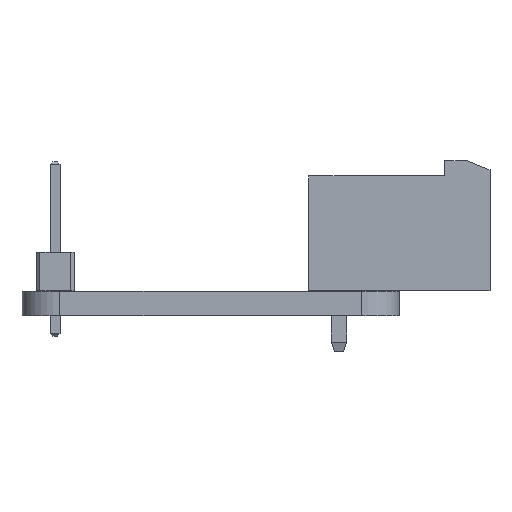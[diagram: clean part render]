
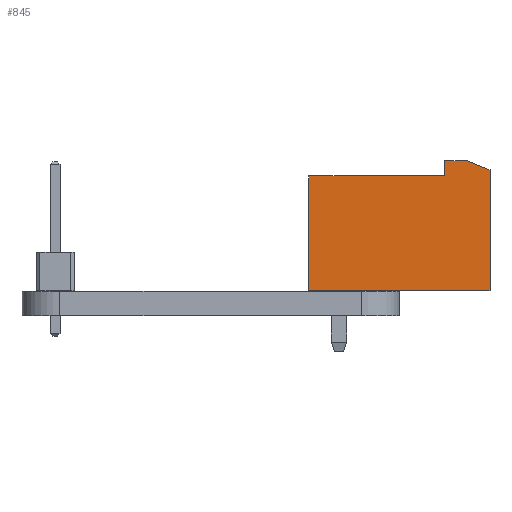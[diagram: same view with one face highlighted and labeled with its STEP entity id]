
A CAD part, left-side view. The second image highlights one B-rep face of the part: STEP entity #845.
In plain terms, the highlighted planar face has unit normal (-1, 0, 0).
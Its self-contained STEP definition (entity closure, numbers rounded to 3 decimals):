
#122 = VERTEX_POINT('',#123);
#123 = CARTESIAN_POINT('',(-3.54,2.,7.6));
#132 = PLANE('',#133);
#133 = AXIS2_PLACEMENT_3D('',#134,#135,#136);
#134 = CARTESIAN_POINT('',(-3.54,2.,7.6));
#135 = DIRECTION('',(0.,1.,0.));
#136 = DIRECTION('',(0.,0.,-1.));
#144 = PLANE('',#145);
#145 = AXIS2_PLACEMENT_3D('',#146,#147,#148);
#146 = CARTESIAN_POINT('',(-3.54,-7.,7.6));
#147 = DIRECTION('',(0.,0.,1.));
#148 = DIRECTION('',(0.,1.,0.));
#185 = VERTEX_POINT('',#186);
#186 = CARTESIAN_POINT('',(-3.54,2.,0.));
#200 = PLANE('',#201);
#201 = AXIS2_PLACEMENT_3D('',#202,#203,#204);
#202 = CARTESIAN_POINT('',(-3.54,2.,0.));
#203 = DIRECTION('',(0.,0.,-1.));
#204 = DIRECTION('',(0.,-1.,0.));
#212 = EDGE_CURVE('',#122,#185,#213,.T.);
#213 = SURFACE_CURVE('',#214,(#218,#225),.PCURVE_S1.);
#214 = LINE('',#215,#216);
#215 = CARTESIAN_POINT('',(-3.54,2.,7.6));
#216 = VECTOR('',#217,1.);
#217 = DIRECTION('',(0.,0.,-1.));
#218 = PCURVE('',#132,#219);
#219 = DEFINITIONAL_REPRESENTATION('',(#220),#224);
#220 = LINE('',#221,#222);
#221 = CARTESIAN_POINT('',(0.,0.));
#222 = VECTOR('',#223,1.);
#223 = DIRECTION('',(1.,0.));
#224 = ( GEOMETRIC_REPRESENTATION_CONTEXT(2) 
PARAMETRIC_REPRESENTATION_CONTEXT() REPRESENTATION_CONTEXT('2D SPACE',''
  ) );
#225 = PCURVE('',#226,#231);
#226 = PLANE('',#227);
#227 = AXIS2_PLACEMENT_3D('',#228,#229,#230);
#228 = CARTESIAN_POINT('',(-3.54,-4.148,4.02));
#229 = DIRECTION('',(-1.,0.,0.));
#230 = DIRECTION('',(0.,0.,-1.));
#231 = DEFINITIONAL_REPRESENTATION('',(#232),#236);
#232 = LINE('',#233,#234);
#233 = CARTESIAN_POINT('',(-3.58,-6.148));
#234 = VECTOR('',#235,1.);
#235 = DIRECTION('',(1.,0.));
#236 = ( GEOMETRIC_REPRESENTATION_CONTEXT(2) 
PARAMETRIC_REPRESENTATION_CONTEXT() REPRESENTATION_CONTEXT('2D SPACE',''
  ) );
#242 = VERTEX_POINT('',#243);
#243 = CARTESIAN_POINT('',(-3.54,-7.,7.6));
#259 = PLANE('',#260);
#260 = AXIS2_PLACEMENT_3D('',#261,#262,#263);
#261 = CARTESIAN_POINT('',(-3.54,-7.,8.6));
#262 = DIRECTION('',(0.,1.,0.));
#263 = DIRECTION('',(0.,0.,-1.));
#293 = EDGE_CURVE('',#242,#122,#294,.T.);
#294 = SURFACE_CURVE('',#295,(#299,#306),.PCURVE_S1.);
#295 = LINE('',#296,#297);
#296 = CARTESIAN_POINT('',(-3.54,-7.,7.6));
#297 = VECTOR('',#298,1.);
#298 = DIRECTION('',(0.,1.,0.));
#299 = PCURVE('',#144,#300);
#300 = DEFINITIONAL_REPRESENTATION('',(#301),#305);
#301 = LINE('',#302,#303);
#302 = CARTESIAN_POINT('',(0.,0.));
#303 = VECTOR('',#304,1.);
#304 = DIRECTION('',(1.,0.));
#305 = ( GEOMETRIC_REPRESENTATION_CONTEXT(2) 
PARAMETRIC_REPRESENTATION_CONTEXT() REPRESENTATION_CONTEXT('2D SPACE',''
  ) );
#306 = PCURVE('',#226,#307);
#307 = DEFINITIONAL_REPRESENTATION('',(#308),#312);
#308 = LINE('',#309,#310);
#309 = CARTESIAN_POINT('',(-3.58,2.852));
#310 = VECTOR('',#311,1.);
#311 = DIRECTION('',(0.,-1.));
#312 = ( GEOMETRIC_REPRESENTATION_CONTEXT(2) 
PARAMETRIC_REPRESENTATION_CONTEXT() REPRESENTATION_CONTEXT('2D SPACE',''
  ) );
#342 = VERTEX_POINT('',#343);
#343 = CARTESIAN_POINT('',(-3.54,-10.,0.));
#357 = PLANE('',#358);
#358 = AXIS2_PLACEMENT_3D('',#359,#360,#361);
#359 = CARTESIAN_POINT('',(-3.54,-10.,0.));
#360 = DIRECTION('',(0.,-1.,0.));
#361 = DIRECTION('',(0.,0.,1.));
#369 = EDGE_CURVE('',#185,#342,#370,.T.);
#370 = SURFACE_CURVE('',#371,(#375,#382),.PCURVE_S1.);
#371 = LINE('',#372,#373);
#372 = CARTESIAN_POINT('',(-3.54,2.,0.));
#373 = VECTOR('',#374,1.);
#374 = DIRECTION('',(0.,-1.,0.));
#375 = PCURVE('',#200,#376);
#376 = DEFINITIONAL_REPRESENTATION('',(#377),#381);
#377 = LINE('',#378,#379);
#378 = CARTESIAN_POINT('',(0.,0.));
#379 = VECTOR('',#380,1.);
#380 = DIRECTION('',(1.,0.));
#381 = ( GEOMETRIC_REPRESENTATION_CONTEXT(2) 
PARAMETRIC_REPRESENTATION_CONTEXT() REPRESENTATION_CONTEXT('2D SPACE',''
  ) );
#382 = PCURVE('',#226,#383);
#383 = DEFINITIONAL_REPRESENTATION('',(#384),#388);
#384 = LINE('',#385,#386);
#385 = CARTESIAN_POINT('',(4.02,-6.148));
#386 = VECTOR('',#387,1.);
#387 = DIRECTION('',(0.,1.));
#388 = ( GEOMETRIC_REPRESENTATION_CONTEXT(2) 
PARAMETRIC_REPRESENTATION_CONTEXT() REPRESENTATION_CONTEXT('2D SPACE',''
  ) );
#845 = ADVANCED_FACE('',(#846),#226,.T.);
#846 = FACE_BOUND('',#847,.T.);
#847 = EDGE_LOOP('',(#848,#849,#850,#873,#901,#929,#950));
#848 = ORIENTED_EDGE('',*,*,#212,.T.);
#849 = ORIENTED_EDGE('',*,*,#369,.T.);
#850 = ORIENTED_EDGE('',*,*,#851,.T.);
#851 = EDGE_CURVE('',#342,#852,#854,.T.);
#852 = VERTEX_POINT('',#853);
#853 = CARTESIAN_POINT('',(-3.54,-10.,8.));
#854 = SURFACE_CURVE('',#855,(#859,#866),.PCURVE_S1.);
#855 = LINE('',#856,#857);
#856 = CARTESIAN_POINT('',(-3.54,-10.,0.));
#857 = VECTOR('',#858,1.);
#858 = DIRECTION('',(0.,0.,1.));
#859 = PCURVE('',#226,#860);
#860 = DEFINITIONAL_REPRESENTATION('',(#861),#865);
#861 = LINE('',#862,#863);
#862 = CARTESIAN_POINT('',(4.02,5.852));
#863 = VECTOR('',#864,1.);
#864 = DIRECTION('',(-1.,0.));
#865 = ( GEOMETRIC_REPRESENTATION_CONTEXT(2) 
PARAMETRIC_REPRESENTATION_CONTEXT() REPRESENTATION_CONTEXT('2D SPACE',''
  ) );
#866 = PCURVE('',#357,#867);
#867 = DEFINITIONAL_REPRESENTATION('',(#868),#872);
#868 = LINE('',#869,#870);
#869 = CARTESIAN_POINT('',(0.,0.));
#870 = VECTOR('',#871,1.);
#871 = DIRECTION('',(1.,0.));
#872 = ( GEOMETRIC_REPRESENTATION_CONTEXT(2) 
PARAMETRIC_REPRESENTATION_CONTEXT() REPRESENTATION_CONTEXT('2D SPACE',''
  ) );
#873 = ORIENTED_EDGE('',*,*,#874,.T.);
#874 = EDGE_CURVE('',#852,#875,#877,.T.);
#875 = VERTEX_POINT('',#876);
#876 = CARTESIAN_POINT('',(-3.54,-8.5,8.6));
#877 = SURFACE_CURVE('',#878,(#882,#889),.PCURVE_S1.);
#878 = LINE('',#879,#880);
#879 = CARTESIAN_POINT('',(-3.54,-10.,8.));
#880 = VECTOR('',#881,1.);
#881 = DIRECTION('',(0.,0.928,0.371));
#882 = PCURVE('',#226,#883);
#883 = DEFINITIONAL_REPRESENTATION('',(#884),#888);
#884 = LINE('',#885,#886);
#885 = CARTESIAN_POINT('',(-3.98,5.852));
#886 = VECTOR('',#887,1.);
#887 = DIRECTION('',(-0.371,-0.928));
#888 = ( GEOMETRIC_REPRESENTATION_CONTEXT(2) 
PARAMETRIC_REPRESENTATION_CONTEXT() REPRESENTATION_CONTEXT('2D SPACE',''
  ) );
#889 = PCURVE('',#890,#895);
#890 = PLANE('',#891);
#891 = AXIS2_PLACEMENT_3D('',#892,#893,#894);
#892 = CARTESIAN_POINT('',(-3.54,-10.,8.));
#893 = DIRECTION('',(0.,-0.371,0.928));
#894 = DIRECTION('',(0.,0.928,0.371));
#895 = DEFINITIONAL_REPRESENTATION('',(#896),#900);
#896 = LINE('',#897,#898);
#897 = CARTESIAN_POINT('',(0.,0.));
#898 = VECTOR('',#899,1.);
#899 = DIRECTION('',(1.,0.));
#900 = ( GEOMETRIC_REPRESENTATION_CONTEXT(2) 
PARAMETRIC_REPRESENTATION_CONTEXT() REPRESENTATION_CONTEXT('2D SPACE',''
  ) );
#901 = ORIENTED_EDGE('',*,*,#902,.T.);
#902 = EDGE_CURVE('',#875,#903,#905,.T.);
#903 = VERTEX_POINT('',#904);
#904 = CARTESIAN_POINT('',(-3.54,-7.,8.6));
#905 = SURFACE_CURVE('',#906,(#910,#917),.PCURVE_S1.);
#906 = LINE('',#907,#908);
#907 = CARTESIAN_POINT('',(-3.54,-8.5,8.6));
#908 = VECTOR('',#909,1.);
#909 = DIRECTION('',(0.,1.,0.));
#910 = PCURVE('',#226,#911);
#911 = DEFINITIONAL_REPRESENTATION('',(#912),#916);
#912 = LINE('',#913,#914);
#913 = CARTESIAN_POINT('',(-4.58,4.352));
#914 = VECTOR('',#915,1.);
#915 = DIRECTION('',(0.,-1.));
#916 = ( GEOMETRIC_REPRESENTATION_CONTEXT(2) 
PARAMETRIC_REPRESENTATION_CONTEXT() REPRESENTATION_CONTEXT('2D SPACE',''
  ) );
#917 = PCURVE('',#918,#923);
#918 = PLANE('',#919);
#919 = AXIS2_PLACEMENT_3D('',#920,#921,#922);
#920 = CARTESIAN_POINT('',(-3.54,-8.5,8.6));
#921 = DIRECTION('',(0.,0.,1.));
#922 = DIRECTION('',(0.,1.,0.));
#923 = DEFINITIONAL_REPRESENTATION('',(#924),#928);
#924 = LINE('',#925,#926);
#925 = CARTESIAN_POINT('',(0.,0.));
#926 = VECTOR('',#927,1.);
#927 = DIRECTION('',(1.,0.));
#928 = ( GEOMETRIC_REPRESENTATION_CONTEXT(2) 
PARAMETRIC_REPRESENTATION_CONTEXT() REPRESENTATION_CONTEXT('2D SPACE',''
  ) );
#929 = ORIENTED_EDGE('',*,*,#930,.T.);
#930 = EDGE_CURVE('',#903,#242,#931,.T.);
#931 = SURFACE_CURVE('',#932,(#936,#943),.PCURVE_S1.);
#932 = LINE('',#933,#934);
#933 = CARTESIAN_POINT('',(-3.54,-7.,8.6));
#934 = VECTOR('',#935,1.);
#935 = DIRECTION('',(0.,0.,-1.));
#936 = PCURVE('',#226,#937);
#937 = DEFINITIONAL_REPRESENTATION('',(#938),#942);
#938 = LINE('',#939,#940);
#939 = CARTESIAN_POINT('',(-4.58,2.852));
#940 = VECTOR('',#941,1.);
#941 = DIRECTION('',(1.,0.));
#942 = ( GEOMETRIC_REPRESENTATION_CONTEXT(2) 
PARAMETRIC_REPRESENTATION_CONTEXT() REPRESENTATION_CONTEXT('2D SPACE',''
  ) );
#943 = PCURVE('',#259,#944);
#944 = DEFINITIONAL_REPRESENTATION('',(#945),#949);
#945 = LINE('',#946,#947);
#946 = CARTESIAN_POINT('',(0.,0.));
#947 = VECTOR('',#948,1.);
#948 = DIRECTION('',(1.,0.));
#949 = ( GEOMETRIC_REPRESENTATION_CONTEXT(2) 
PARAMETRIC_REPRESENTATION_CONTEXT() REPRESENTATION_CONTEXT('2D SPACE',''
  ) );
#950 = ORIENTED_EDGE('',*,*,#293,.T.);
